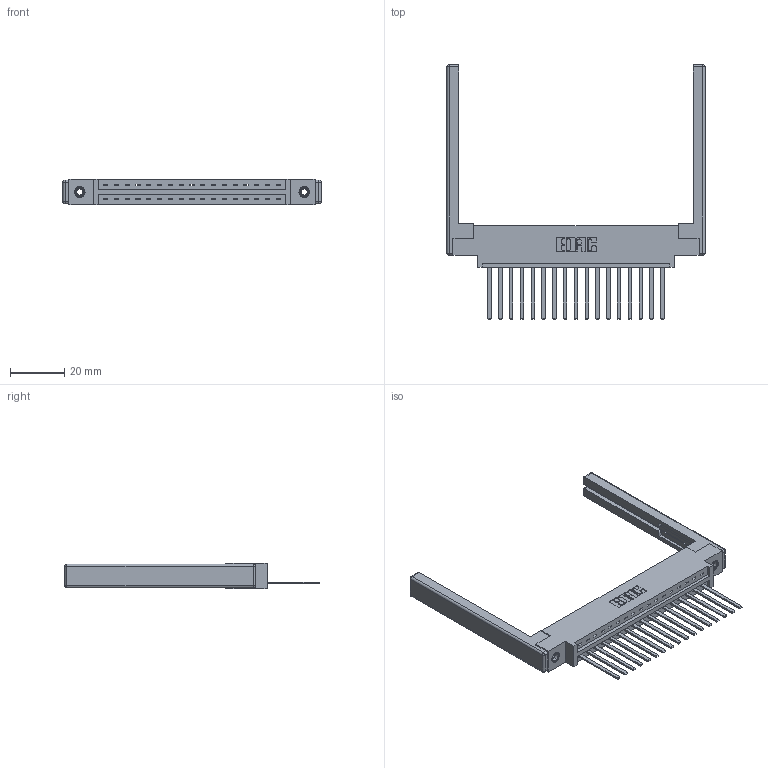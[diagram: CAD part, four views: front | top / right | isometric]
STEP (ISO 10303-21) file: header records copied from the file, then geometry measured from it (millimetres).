
FILE_DESCRIPTION (( 'STEP AP203' ), '1' );
FILE_NAME ('387-017-544-668.STEP', '2019-10-02T19:38:55', ( '' ), ( '' ), 'SwSTEP 2.0', 'SolidWorks 2016', '' );
FILE_SCHEMA (( 'CONFIG_CONTROL_DESIGN' ));
Length unit declared in the file: inch
Products named in the file (5): 387-017-544-668; 307-220-068; 345-292-001_345-293-144; 337 Part_0.170 Offset - 0.156 Dia-TI; 345-250-001_345-250-001-102
Assembly tree (22 placements, depth 2):
  387-017-544-668
    337 Part_0.170 Offset - 0.156 Dia-TI
    345-292-001_345-293-144  x17
    345-250-001_345-250-001-102  x2
    307-220-068  x2
Bounding box: 94.79 x 93.35 x 9.4 mm (x, y, z)
Volume: 14009.9 mm3; surface area: 14637.5 mm2
Topology: 22 solids, 22 shells, 1224 faces, 3603 edges, 2358 vertices
Faces by surface type: plane 876, cylinder 324, cone 12, sphere 8, torus 4
Entity records: 18578 total; most frequent: CARTESIAN_POINT 3190, ORIENTED_EDGE 3132, DIRECTION 2806, EDGE_CURVE 1566, LINE 1392, VECTOR 1392, VERTEX_POINT 1034, AXIS2_PLACEMENT_3D 707
